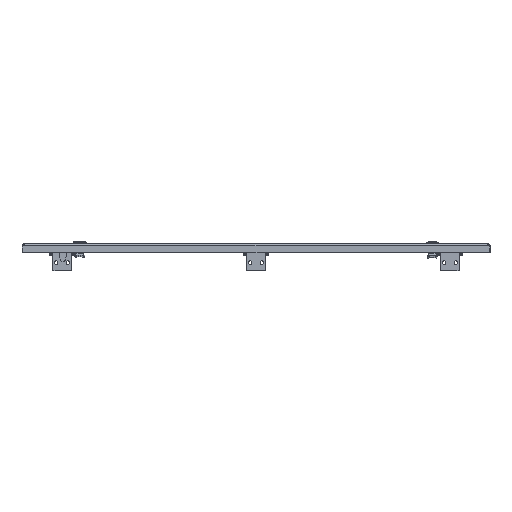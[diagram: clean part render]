
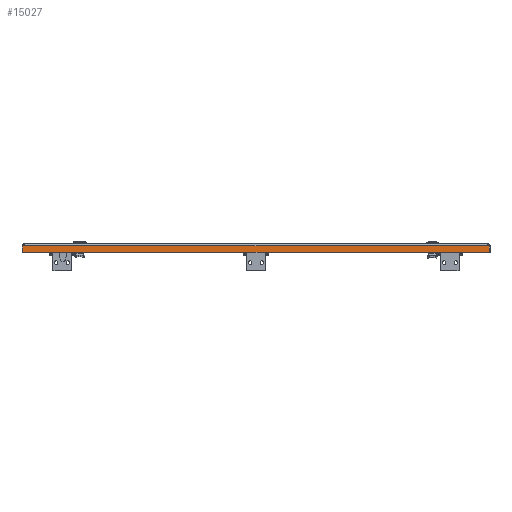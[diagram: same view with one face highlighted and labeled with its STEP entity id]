
A CAD part, left-side view. The second image highlights one B-rep face of the part: STEP entity #15027.
In plain terms, the highlighted planar face has unit normal (-1, 0, 0).
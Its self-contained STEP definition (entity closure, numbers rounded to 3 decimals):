
#1632 = DIRECTION ( 'NONE',  ( 0., 0., -1. ) ) ;
#2624 = DIRECTION ( 'NONE',  ( 0., 0., -1. ) ) ;
#7083 = VERTEX_POINT ( 'NONE', #55175 ) ;
#7659 = EDGE_CURVE ( 'NONE', #12841, #43319, #23284, .T. ) ;
#12841 = VERTEX_POINT ( 'NONE', #29854 ) ;
#12858 = FACE_OUTER_BOUND ( 'NONE', #63295, .T. ) ;
#13030 = AXIS2_PLACEMENT_3D ( 'NONE', #23764, #49553, #2624 ) ;
#13657 = VECTOR ( 'NONE', #1632, 1000. ) ;
#14945 = EDGE_CURVE ( 'NONE', #41227, #43319, #64020, .T. ) ;
#15027 = ADVANCED_FACE ( 'NONE', ( #12858 ), #29379, .F. ) ;
#15720 = DIRECTION ( 'NONE',  ( 0., 0., -1. ) ) ;
#22339 = EDGE_CURVE ( 'NONE', #41227, #7083, #55850, .T. ) ;
#23284 = LINE ( 'NONE', #44813, #61951 ) ;
#23556 = CARTESIAN_POINT ( 'NONE',  ( -294.5, 495.429, -18. ) ) ;
#23764 = CARTESIAN_POINT ( 'NONE',  ( -294.5, 0., 0. ) ) ;
#28312 = ORIENTED_EDGE ( 'NONE', *, *, #22339, .F. ) ;
#28999 = CARTESIAN_POINT ( 'NONE',  ( -294.5, -497.5, -4. ) ) ;
#29379 = PLANE ( 'NONE',  #13030 ) ;
#29854 = CARTESIAN_POINT ( 'NONE',  ( -294.5, -495.429, -18. ) ) ;
#34367 = LINE ( 'NONE', #49943, #13657 ) ;
#34703 = ORIENTED_EDGE ( 'NONE', *, *, #14945, .T. ) ;
#35963 = ORIENTED_EDGE ( 'NONE', *, *, #40992, .F. ) ;
#39508 = ORIENTED_EDGE ( 'NONE', *, *, #7659, .F. ) ;
#39956 = DIRECTION ( 'NONE',  ( 0., -1., 0. ) ) ;
#40992 = EDGE_CURVE ( 'NONE', #7083, #12841, #34367, .T. ) ;
#41227 = VERTEX_POINT ( 'NONE', #65662 ) ;
#43319 = VERTEX_POINT ( 'NONE', #23556 ) ;
#43444 = VECTOR ( 'NONE', #15720, 1000. ) ;
#44813 = CARTESIAN_POINT ( 'NONE',  ( -294.5, -497.5, -18. ) ) ;
#49553 = DIRECTION ( 'NONE',  ( 1., 0., 0. ) ) ;
#49943 = CARTESIAN_POINT ( 'NONE',  ( -294.5, -495.429, -2. ) ) ;
#53792 = CARTESIAN_POINT ( 'NONE',  ( -294.5, 495.429, 0. ) ) ;
#55175 = CARTESIAN_POINT ( 'NONE',  ( -294.5, -495.429, -4. ) ) ;
#55850 = LINE ( 'NONE', #28999, #62810 ) ;
#61047 = DIRECTION ( 'NONE',  ( 0., 1., 0. ) ) ;
#61951 = VECTOR ( 'NONE', #61047, 1000. ) ;
#62810 = VECTOR ( 'NONE', #39956, 1000. ) ;
#63295 = EDGE_LOOP ( 'NONE', ( #28312, #34703, #39508, #35963 ) ) ;
#64020 = LINE ( 'NONE', #53792, #43444 ) ;
#65662 = CARTESIAN_POINT ( 'NONE',  ( -294.5, 495.429, -4. ) ) ;
